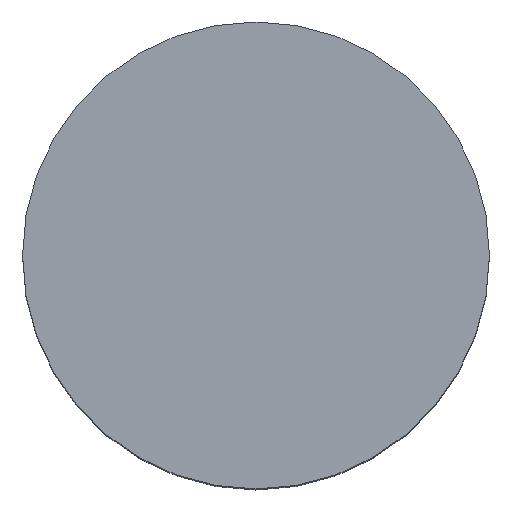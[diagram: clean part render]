
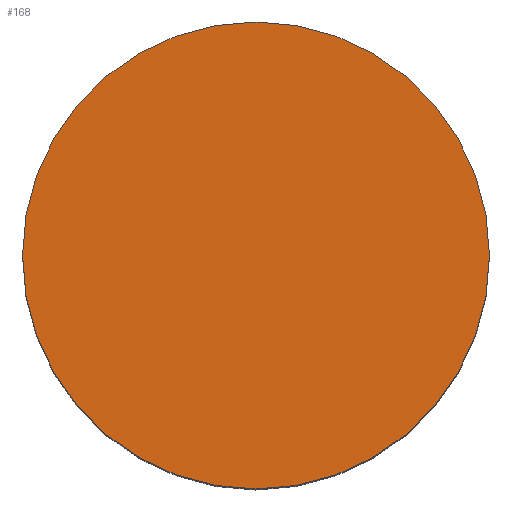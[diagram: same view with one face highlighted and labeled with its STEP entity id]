
A CAD part, top view. The second image highlights one B-rep face of the part: STEP entity #168.
In plain terms, the highlighted planar face has unit normal (0, 0, 1).
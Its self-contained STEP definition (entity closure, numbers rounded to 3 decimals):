
#96=FACE_OUTER_BOUND('',#281,.T.);
#143=PLANE('',#487);
#168=ADVANCED_FACE('',(#96),#143,.F.);
#281=EDGE_LOOP('',(#339));
#339=ORIENTED_EDGE('',*,*,#403,.F.);
#374=VERTEX_POINT('',#691);
#403=EDGE_CURVE('',#374,#374,#432,.T.);
#432=CIRCLE('',#486,31.5);
#486=AXIS2_PLACEMENT_3D('',#690,#595,#596);
#487=AXIS2_PLACEMENT_3D('',#692,#597,#598);
#595=DIRECTION('',(0.,0.,-1.));
#596=DIRECTION('',(-1.,0.,0.));
#597=DIRECTION('',(0.,0.,-1.));
#598=DIRECTION('',(-1.,0.,0.));
#690=CARTESIAN_POINT('',(0.,0.,0.));
#691=CARTESIAN_POINT('',(-31.5,0.,0.));
#692=CARTESIAN_POINT('',(0.,0.,0.));
